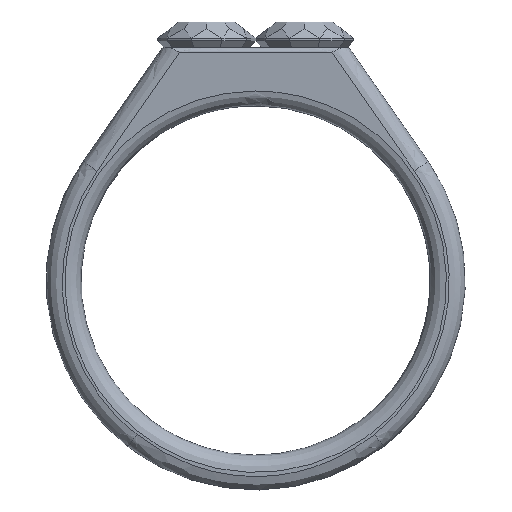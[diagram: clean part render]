
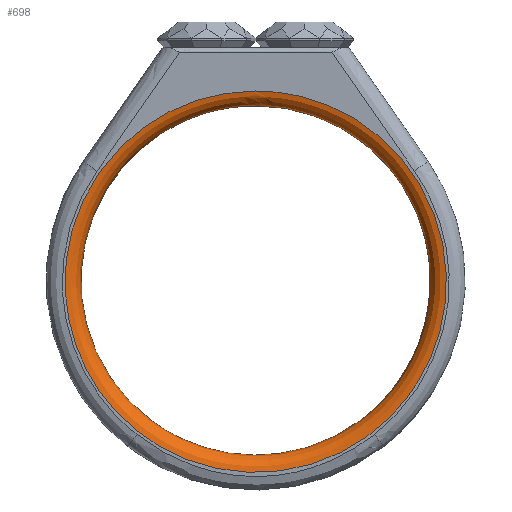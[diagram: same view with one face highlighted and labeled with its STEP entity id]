
A CAD part, front view. The second image highlights one B-rep face of the part: STEP entity #698.
In plain terms, the highlighted free-form (B-spline) face has degree [3, 2] with [11, 3] control points.
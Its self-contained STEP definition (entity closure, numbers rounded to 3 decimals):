
#283 = VERTEX_POINT('',#284);
#284 = CARTESIAN_POINT('',(-6.435,0.,
    4.288));
#285 = VERTEX_POINT('',#286);
#286 = CARTESIAN_POINT('',(6.435,0.,
    4.288));
#294 = EDGE_CURVE('',#283,#295,#297,.T.);
#295 = VERTEX_POINT('',#296);
#296 = CARTESIAN_POINT('',(0.,-1.672,
    23.686));
#297 = ( BOUNDED_CURVE() B_SPLINE_CURVE(2,(#298,#299,#300),
.UNSPECIFIED.,.F.,.F.) B_SPLINE_CURVE_WITH_KNOTS((3,3),(3.782,
6.283),.PIECEWISE_BEZIER_KNOTS.) CURVE() 
GEOMETRIC_REPRESENTATION_ITEM() RATIONAL_B_SPLINE_CURVE((1.,
0.315,1.)) REPRESENTATION_ITEM('') );
#298 = CARTESIAN_POINT('',(-6.435,0.,
    4.288));
#299 = CARTESIAN_POINT('',(-32.455,-1.672,
    23.686));
#300 = CARTESIAN_POINT('',(0.,-1.672,
    23.686));
#302 = EDGE_CURVE('',#295,#285,#303,.T.);
#303 = ( BOUNDED_CURVE() B_SPLINE_CURVE(2,(#304,#305,#306),
.UNSPECIFIED.,.F.,.F.) B_SPLINE_CURVE_WITH_KNOTS((3,3),(6.283,
8.784),.PIECEWISE_BEZIER_KNOTS.) CURVE() 
GEOMETRIC_REPRESENTATION_ITEM() RATIONAL_B_SPLINE_CURVE((1.,
0.315,1.)) REPRESENTATION_ITEM('') );
#304 = CARTESIAN_POINT('',(0.,-1.672,
    23.686));
#305 = CARTESIAN_POINT('',(32.455,-1.672,
    23.686));
#306 = CARTESIAN_POINT('',(6.435,0.,
    4.288));
#571 = EDGE_CURVE('',#572,#572,#574,.T.);
#572 = VERTEX_POINT('',#573);
#573 = CARTESIAN_POINT('',(0.,-2.66,
    24.599));
#574 = ( BOUNDED_CURVE() B_SPLINE_CURVE(2,(#575,#576,#577,#578,#579,#580
,#581),.UNSPECIFIED.,.T.,.F.) B_SPLINE_CURVE_WITH_KNOTS((1,2,2,2,2,1),(
    -2.094,0.,2.094,4.189,6.283,
8.378),.UNSPECIFIED.) CURVE() GEOMETRIC_REPRESENTATION_ITEM() 
RATIONAL_B_SPLINE_CURVE((1.,0.5,1.,0.5,1.,0.5,1.)) REPRESENTATION_ITEM(
  '') );
#575 = CARTESIAN_POINT('',(0.,-2.66,
    24.599));
#576 = CARTESIAN_POINT('',(-20.364,-2.66,
    24.599));
#577 = CARTESIAN_POINT('',(-10.182,-1.267,
    6.963));
#578 = CARTESIAN_POINT('',(0.,0.125,
    -10.672));
#579 = CARTESIAN_POINT('',(10.182,-1.267,
    6.963));
#580 = CARTESIAN_POINT('',(20.364,-2.66,
    24.599));
#581 = CARTESIAN_POINT('',(0.,-2.66,
    24.599));
#698 = ADVANCED_FACE('',(#699),#723,.T.);
#699 = FACE_BOUND('',#700,.T.);
#700 = EDGE_LOOP('',(#701,#702,#714,#715,#721,#722));
#701 = ORIENTED_EDGE('',*,*,#571,.T.);
#702 = ORIENTED_EDGE('',*,*,#703,.T.);
#703 = EDGE_CURVE('',#572,#295,#704,.T.);
#704 = B_SPLINE_CURVE_WITH_KNOTS('',8,(#705,#706,#707,#708,#709,#710,
    #711,#712,#713),.UNSPECIFIED.,.F.,.F.,(9,9),(0.,1.),
  .PIECEWISE_BEZIER_KNOTS.);
#705 = CARTESIAN_POINT('',(0.,-2.66,
    24.599));
#706 = CARTESIAN_POINT('',(0.,-2.647,
    24.431));
#707 = CARTESIAN_POINT('',(0.,-2.6,
    24.253));
#708 = CARTESIAN_POINT('',(0.,-2.512,
    24.076));
#709 = CARTESIAN_POINT('',(0.,-2.378,
    23.913));
#710 = CARTESIAN_POINT('',(0.,-2.205,
    23.792));
#711 = CARTESIAN_POINT('',(0.,-2.021,
    23.719));
#712 = CARTESIAN_POINT('',(0.,-1.84,
    23.686));
#713 = CARTESIAN_POINT('',(0.,-1.672,
    23.686));
#714 = ORIENTED_EDGE('',*,*,#302,.T.);
#715 = ORIENTED_EDGE('',*,*,#716,.T.);
#716 = EDGE_CURVE('',#285,#283,#717,.T.);
#717 = ( BOUNDED_CURVE() B_SPLINE_CURVE(2,(#718,#719,#720),
.UNSPECIFIED.,.F.,.F.) B_SPLINE_CURVE_WITH_KNOTS((3,3),(2.501,
3.782),.PIECEWISE_BEZIER_KNOTS.) CURVE() 
GEOMETRIC_REPRESENTATION_ITEM() RATIONAL_B_SPLINE_CURVE((1.,
0.802,1.)) REPRESENTATION_ITEM('') );
#718 = CARTESIAN_POINT('',(6.435,0.,
    4.288));
#719 = CARTESIAN_POINT('',(0.,0.414,
    -0.509));
#720 = CARTESIAN_POINT('',(-6.435,0.,
    4.288));
#721 = ORIENTED_EDGE('',*,*,#294,.T.);
#722 = ORIENTED_EDGE('',*,*,#703,.F.);
#723 = ( BOUNDED_SURFACE() B_SPLINE_SURFACE(3,2,(
    (#724,#725,#726)
    ,(#727,#728,#729)
    ,(#730,#731,#732)
    ,(#733,#734,#735)
    ,(#736,#737,#738)
    ,(#739,#740,#741)
    ,(#742,#743,#744)
    ,(#745,#746,#747)
    ,(#748,#749,#750)
    ,(#751,#752,#753)
    ,(#754,#755,#756
)),.UNSPECIFIED.,.T.,.F.,.F.) B_SPLINE_SURFACE_WITH_KNOTS((1,3,1,1,1,1,1
    ,1,1,3,1),(3,3),(-0.785,0.,0.785,1.571,
    2.356,3.142,3.927,4.712,
    5.498,6.283,7.069),(0.,1.),.UNSPECIFIED.) 
GEOMETRIC_REPRESENTATION_ITEM() RATIONAL_B_SPLINE_SURFACE((
    (1.,0.734,1.)
    ,(1.,0.734,1.)
    ,(1.,0.729,1.)
    ,(1.,0.707,1.)
    ,(1.,0.685,1.)
    ,(1.,0.676,1.)
    ,(1.,0.685,1.)
    ,(1.,0.707,1.)
    ,(1.,0.729,1.)
    ,(1.,0.734,1.)
,(1.,0.734,1.))) REPRESENTATION_ITEM('') SURFACE() );
#724 = CARTESIAN_POINT('',(0.,-2.66,
    24.599));
#725 = CARTESIAN_POINT('',(0.,-2.588,
    23.686));
#726 = CARTESIAN_POINT('',(0.,-1.672,
    23.686));
#727 = CARTESIAN_POINT('',(-3.071,-2.66,
    24.599));
#728 = CARTESIAN_POINT('',(-2.826,-2.588,
    23.686));
#729 = CARTESIAN_POINT('',(-2.812,-1.672,
    23.686));
#730 = CARTESIAN_POINT('',(-9.213,-2.459,
    22.055));
#731 = CARTESIAN_POINT('',(-8.546,-2.397,
    21.275));
#732 = CARTESIAN_POINT('',(-8.437,-1.471,
    21.356));
#733 = CARTESIAN_POINT('',(-13.029,-1.732,
    12.842));
#734 = CARTESIAN_POINT('',(-11.932,-1.722,
    12.716));
#735 = CARTESIAN_POINT('',(-11.931,-0.744,
    12.92));
#736 = CARTESIAN_POINT('',(-9.213,-1.004,3.629
    ));
#737 = CARTESIAN_POINT('',(-8.313,-1.064,
    4.389));
#738 = CARTESIAN_POINT('',(-8.437,-0.017,
    4.483));
#739 = CARTESIAN_POINT('',(0.,-0.703,
    -0.187));
#740 = CARTESIAN_POINT('',(0.,-0.798,
    1.02));
#741 = CARTESIAN_POINT('',(0.,0.284,
    0.988));
#742 = CARTESIAN_POINT('',(9.213,-1.004,3.629)
  );
#743 = CARTESIAN_POINT('',(8.313,-1.064,4.389
    ));
#744 = CARTESIAN_POINT('',(8.437,-0.017,
    4.483));
#745 = CARTESIAN_POINT('',(13.029,-1.732,
    12.842));
#746 = CARTESIAN_POINT('',(11.932,-1.722,
    12.716));
#747 = CARTESIAN_POINT('',(11.931,-0.744,
    12.92));
#748 = CARTESIAN_POINT('',(9.213,-2.459,
    22.055));
#749 = CARTESIAN_POINT('',(8.546,-2.397,
    21.275));
#750 = CARTESIAN_POINT('',(8.437,-1.471,
    21.356));
#751 = CARTESIAN_POINT('',(3.071,-2.66,
    24.599));
#752 = CARTESIAN_POINT('',(2.826,-2.588,
    23.686));
#753 = CARTESIAN_POINT('',(2.812,-1.672,
    23.686));
#754 = CARTESIAN_POINT('',(0.,-2.66,
    24.599));
#755 = CARTESIAN_POINT('',(0.,-2.588,
    23.686));
#756 = CARTESIAN_POINT('',(0.,-1.672,
    23.686));
